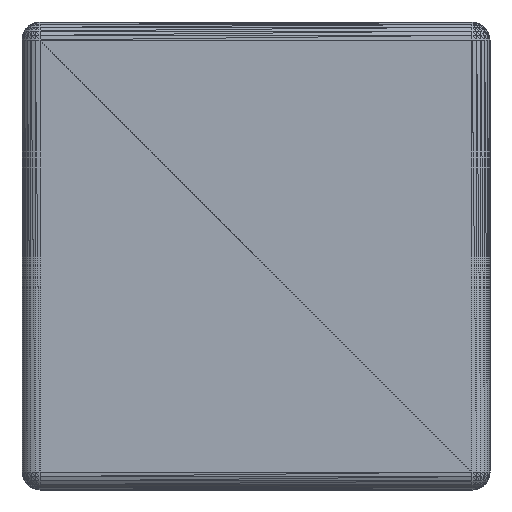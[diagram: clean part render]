
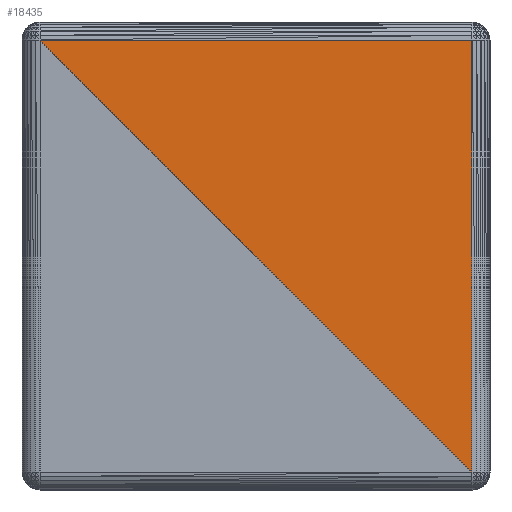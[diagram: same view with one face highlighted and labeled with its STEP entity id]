
A CAD part, left-side view. The second image highlights one B-rep face of the part: STEP entity #18435.
In plain terms, the highlighted planar face has unit normal (-1, 0, 0).
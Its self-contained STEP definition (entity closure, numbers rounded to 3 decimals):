
#18410 = VERTEX_POINT('',#18411);
#18411 = CARTESIAN_POINT('',(-1.,-0.6,-0.6));
#18417 = EDGE_CURVE('',#18410,#18418,#18420,.T.);
#18418 = VERTEX_POINT('',#18419);
#18419 = CARTESIAN_POINT('',(-1.,0.6,0.6));
#18420 = LINE('',#18421,#18422);
#18421 = CARTESIAN_POINT('',(-1.,-0.6,-0.6));
#18422 = VECTOR('',#18423,1.);
#18423 = DIRECTION('',(0.,0.707,0.707));
#18435 = ADVANCED_FACE('',(#18436),#18453,.T.);
#18436 = FACE_BOUND('',#18437,.T.);
#18437 = EDGE_LOOP('',(#18438,#18439,#18447));
#18438 = ORIENTED_EDGE('',*,*,#18417,.F.);
#18439 = ORIENTED_EDGE('',*,*,#18440,.T.);
#18440 = EDGE_CURVE('',#18410,#18441,#18443,.T.);
#18441 = VERTEX_POINT('',#18442);
#18442 = CARTESIAN_POINT('',(-1.,-0.6,0.6));
#18443 = LINE('',#18444,#18445);
#18444 = CARTESIAN_POINT('',(-1.,-0.6,-0.6));
#18445 = VECTOR('',#18446,1.);
#18446 = DIRECTION('',(0.,0.,1.));
#18447 = ORIENTED_EDGE('',*,*,#18448,.T.);
#18448 = EDGE_CURVE('',#18441,#18418,#18449,.T.);
#18449 = LINE('',#18450,#18451);
#18450 = CARTESIAN_POINT('',(-1.,-0.6,0.6));
#18451 = VECTOR('',#18452,1.);
#18452 = DIRECTION('',(0.,1.,0.));
#18453 = PLANE('',#18454);
#18454 = AXIS2_PLACEMENT_3D('',#18455,#18456,#18457);
#18455 = CARTESIAN_POINT('',(-1.,0.6,0.6));
#18456 = DIRECTION('',(-1.,0.,0.));
#18457 = DIRECTION('',(0.,-0.707,0.707));
